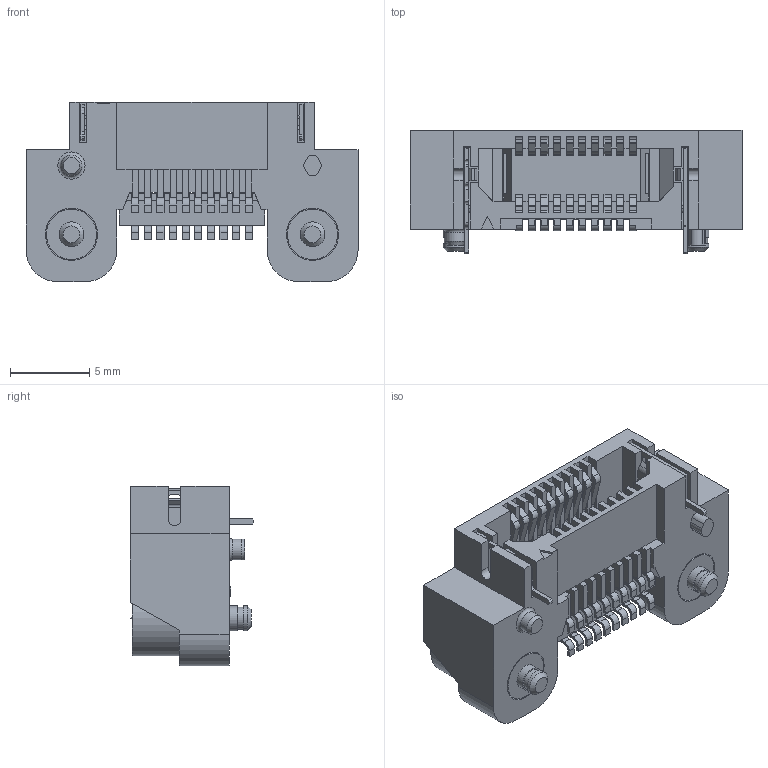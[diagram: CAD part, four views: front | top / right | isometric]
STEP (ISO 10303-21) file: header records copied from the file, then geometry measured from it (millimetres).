
FILE_DESCRIPTION( ( 'STEP AP214' ), '1' );
FILE_NAME( 'ERF8-010-01-S-D-RA-TR.stp', '2022-06-03T14:13:39', ( 'License CC BY-ND 4.0' ), ( 'CADENAS' ), ' ', 'PARTsolutions', ' ' );
FILE_SCHEMA( ( 'AUTOMOTIVE_DESIGN { 1 0 10303 214 1 1 1 1 }' ) );
Length unit declared in the file: millimetre
Products named in the file (3): ERF8-010-01-S-D-RA-TR; _ERF8-010-01-D-RA_terminal; _ERF8-010-01-D-RA_pin
Assembly tree (2 placements, depth 2):
  ERF8-010-01-S-D-RA-TR
    _ERF8-010-01-D-RA_terminal
    _ERF8-010-01-D-RA_pin
Bounding box: 21 x 7.8 x 11.35 mm (x, y, z)
Volume: 762.5 mm3; surface area: 2113.4 mm2
Topology: 2 solids, 2 shells, 1047 faces, 3093 edges, 2042 vertices
Faces by surface type: plane 823, cylinder 218, cone 5, torus 1
Full cylindrical faces by diameter (mm): 1.32 x1, 1.397 x2, 1.57 x4, 3.175 x2, 3.3 x2, 4.75 x2
Entity records: 42930 total; most frequent: CARTESIAN_POINT 6156, ORIENTED_EDGE 6136, DIRECTION 5610, EDGE_CURVE 3068, LINE 2626, VECTOR 2626, VERTEX_POINT 2038, AXIS2_PLACEMENT_3D 1492
